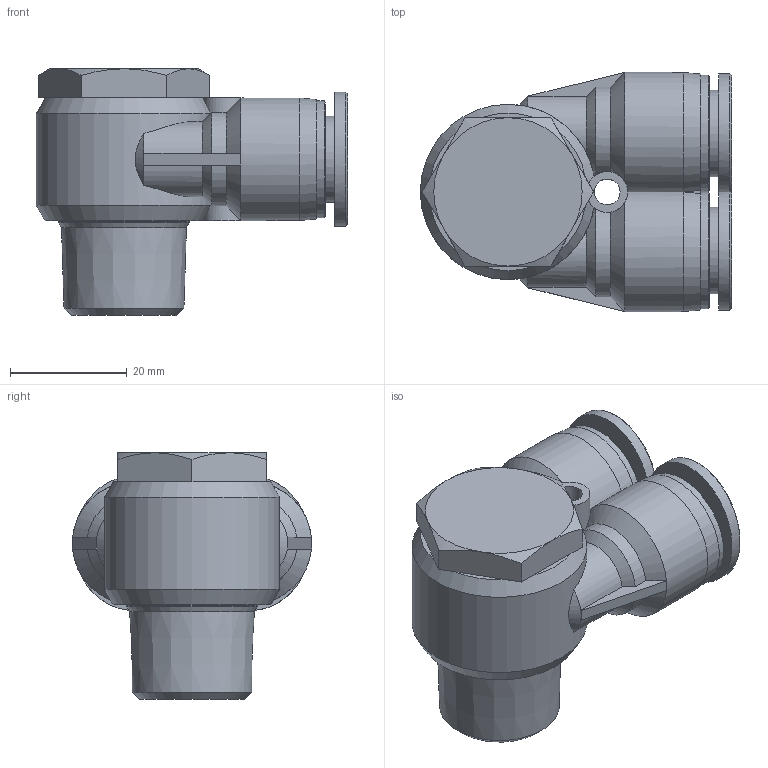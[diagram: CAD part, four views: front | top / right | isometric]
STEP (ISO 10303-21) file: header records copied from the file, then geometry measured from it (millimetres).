
FILE_DESCRIPTION((''),'2;1');
FILE_NAME('PA 1_2-N04U.stp','2016-10-12T09:38:36',('Administrator'),(''),'Autodesk Inventor 2013','Autodesk Inventor 2013','');
FILE_SCHEMA(('CONFIG_CONTROL_DESIGN'));
Length unit declared in the file: millimetre
Products named in the file (4): PA 1_2-N04U; BHW BODY-1_2; NA BODY-NPT1_2; SLEEVE N1_2L
Assembly tree (4 placements, depth 2):
  PA 1_2-N04U
    BHW BODY-1_2
    NA BODY-NPT1_2
    SLEEVE N1_2L  x2
Bounding box: 53.3 x 41 x 42.2 mm (x, y, z)
Volume: 40443.6 mm3; surface area: 14428.4 mm2
Topology: 4 solids, 4 shells, 104 faces, 223 edges, 137 vertices
Faces by surface type: plane 47, cone 27, cylinder 26, bspline 4
Full cylindrical faces by diameter (mm): 4.4 x1, 7 x2, 13 x4, 14.8 x2, 20 x2, 21.3 x1, 21.9 x1, 22.4 x1, 23.8 x1
Entity records: 2862 total; most frequent: CARTESIAN_POINT 848, DIRECTION 403, ORIENTED_EDGE 378, EDGE_CURVE 189, AXIS2_PLACEMENT_3D 177, VERTEX_POINT 126, EDGE_LOOP 121, FACE_OUTER_BOUND 93
